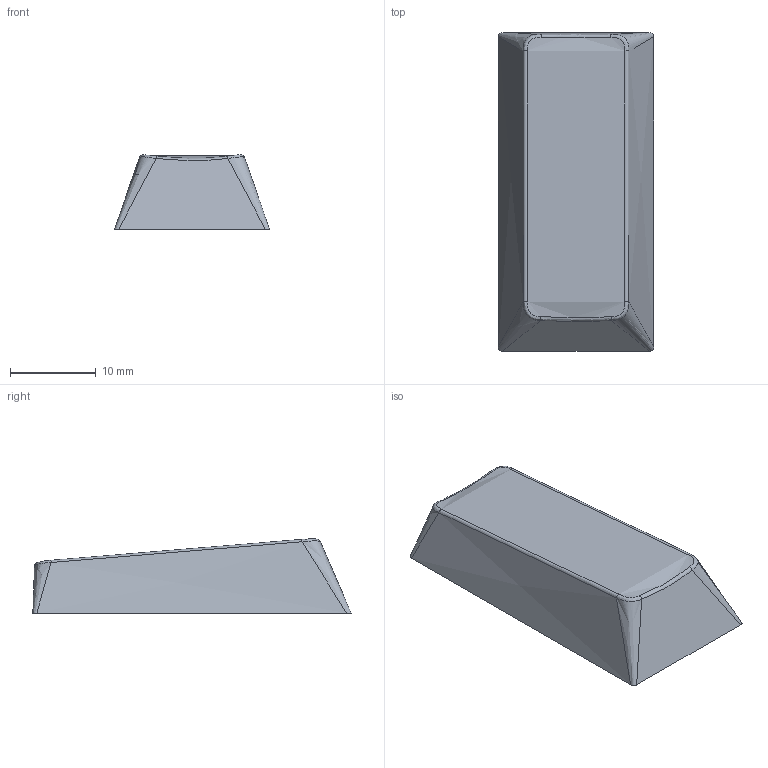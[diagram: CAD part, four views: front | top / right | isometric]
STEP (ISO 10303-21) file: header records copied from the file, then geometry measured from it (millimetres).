
FILE_DESCRIPTION(('FreeCAD Model'),'2;1');
FILE_NAME('Open CASCADE Shape Model','2025-06-08T15:11:52',(''),(''), 'Open CASCADE STEP processor 7.8','FreeCAD','Unknown');
FILE_SCHEMA(('AUTOMOTIVE_DESIGN { 1 0 10303 214 1 1 1 1 }'));
Length unit declared in the file: millimetre
Products named in the file (1): R4-R4_1u
Bounding box: 18.1 x 37.15 x 8.67 mm (x, y, z)
Volume: 1658.5 mm3; surface area: 2792 mm2
Topology: 1 solids, 1 shells, 139 faces, 355 edges, 222 vertices
Faces by surface type: bspline 75, plane 64
Entity records: 5337 total; most frequent: CARTESIAN_POINT 2845, ORIENTED_EDGE 710, EDGE_CURVE 355, B_SPLINE_CURVE_WITH_KNOTS 316, VERTEX_POINT 222, DIRECTION 166, FACE_BOUND 143, EDGE_LOOP 143
